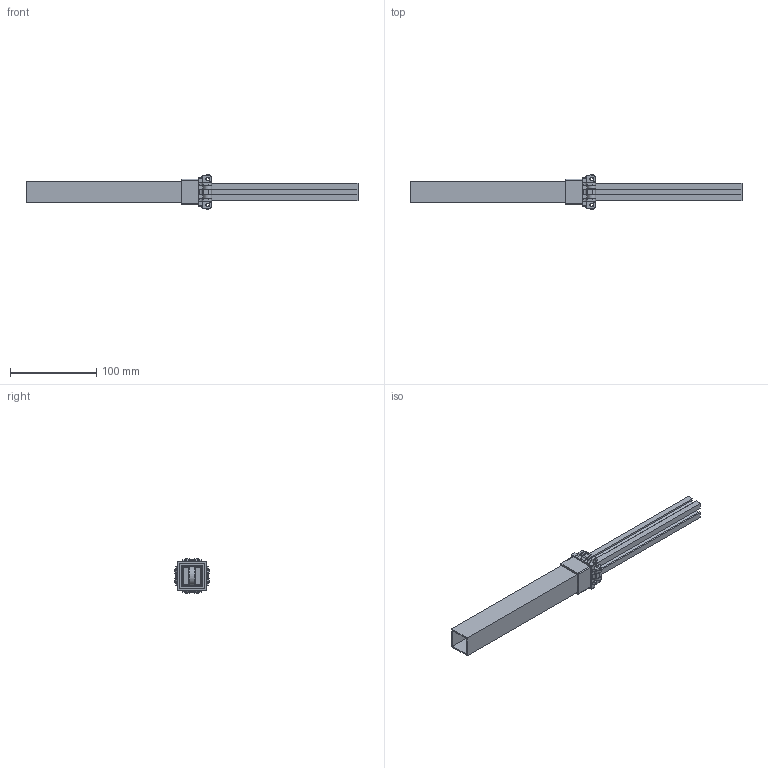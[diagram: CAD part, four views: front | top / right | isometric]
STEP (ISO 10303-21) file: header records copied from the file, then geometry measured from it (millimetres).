
FILE_DESCRIPTION(/* description */ (''),/* implementation_level */ '2;1');
FILE_NAME(/* name */ 'Box_tube_POC.step',/* time_stamp */ '2025-10-05T21:15:47-05:00',/* author */ (''),/* organization */ (''),/* preprocessor_version */ 'ST-DEVELOPER v20.1',/* originating_system */ 'Autodesk Translation Framework v14.17.0.0',/* authorisation */ '');
FILE_SCHEMA (('AUTOMOTIVE_DESIGN { 1 0 10303 214 3 1 1 }'));
Length unit declared in the file: millimetre
Products named in the file (9): 2025-06-19-15-17-52-951; 2025-06-19-15-17-43-571; 2025-06-19-15-17-43-572; 2025-06-19-15-17-39-762; 2025-06-19-15-17-39-764; 2025-06-19-15-17-52-952; 2025-06-19-15-17-45-785; 2025-06-19-15-17-52-953; 2025-06-19-15-17-34-385
Assembly tree (16 placements, depth 3):
  2025-06-19-15-17-52-951
    2025-06-19-15-17-43-571
      2025-06-19-15-17-43-572
    2025-06-19-15-17-39-762
      2025-06-19-15-17-39-764
    2025-06-19-15-17-52-952
    2025-06-19-15-17-45-785  x2
    2025-06-19-15-17-52-953
    2025-06-19-15-17-34-385  x8
Bounding box: 384.71 x 40 x 40 mm (x, y, z)
Volume: 97037.3 mm3; surface area: 100158 mm2
Topology: 66 solids, 66 shells, 733 faces, 1466 edges, 964 vertices
Faces by surface type: plane 363, cylinder 174, cone 100, torus 96
Full cylindrical faces by diameter (mm): 3.6 x4, 4 x9, 4.2 x12, 5.2 x1, 5.5 x16, 5.636 x16, 8 x2, 8.4 x16, 8.8 x16, 10 x8, 11.684 x4, 11.783 x4, 11.901 x4, 18.339 x4, 19.139 x4, 22 x2
Entity records: 10224 total; most frequent: DIRECTION 1798, CARTESIAN_POINT 1790, ORIENTED_EDGE 1588, EDGE_CURVE 794, AXIS2_PLACEMENT_3D 654, VERTEX_POINT 526, LINE 490, VECTOR 490
